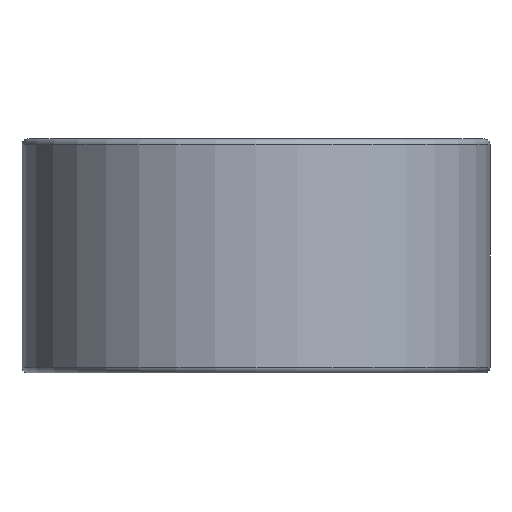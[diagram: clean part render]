
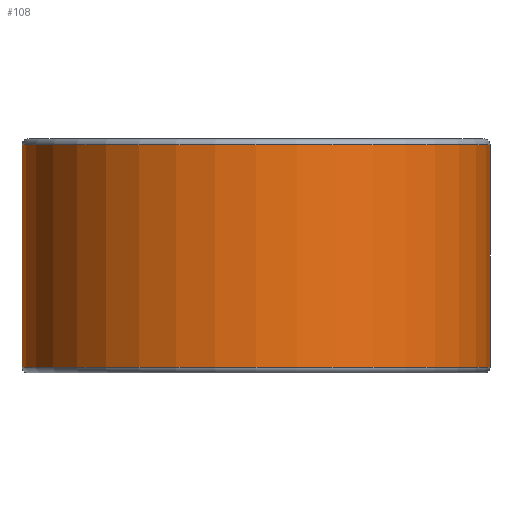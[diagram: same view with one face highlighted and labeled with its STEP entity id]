
A CAD part, front view. The second image highlights one B-rep face of the part: STEP entity #108.
In plain terms, the highlighted cylindrical face has radius 4 mm (diameter 8 mm), a partial arc.
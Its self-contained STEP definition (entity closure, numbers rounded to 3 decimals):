
#16 = DIRECTION ( 'NONE',  ( 1., 0., 0. ) ) ;
#42 = CARTESIAN_POINT ( 'NONE',  ( -4., 0., 13.044 ) ) ;
#66 = VERTEX_POINT ( 'NONE', #254 ) ;
#74 = FACE_OUTER_BOUND ( 'NONE', #747, .T. ) ;
#77 = ORIENTED_EDGE ( 'NONE', *, *, #248, .F. ) ;
#83 = CIRCLE ( 'NONE', #245, 4. ) ;
#98 = VECTOR ( 'NONE', #407, 1000. ) ;
#108 = ADVANCED_FACE ( 'NONE', ( #74 ), #348, .T. ) ;
#152 = DIRECTION ( 'NONE',  ( 0., 0., 1. ) ) ;
#154 = CARTESIAN_POINT ( 'NONE',  ( -4., 0., -0.1 ) ) ;
#156 = CARTESIAN_POINT ( 'NONE',  ( 4., 0., 13.044 ) ) ;
#160 = ORIENTED_EDGE ( 'NONE', *, *, #729, .T. ) ;
#182 = CIRCLE ( 'NONE', #616, 4. ) ;
#221 = AXIS2_PLACEMENT_3D ( 'NONE', #504, #561, #16 ) ;
#245 = AXIS2_PLACEMENT_3D ( 'NONE', #638, #274, #393 ) ;
#248 = EDGE_CURVE ( 'NONE', #640, #735, #258, .T. ) ;
#254 = CARTESIAN_POINT ( 'NONE',  ( 4., 0., -3.9 ) ) ;
#258 = LINE ( 'NONE', #42, #98 ) ;
#274 = DIRECTION ( 'NONE',  ( 0., 0., 1. ) ) ;
#313 = ORIENTED_EDGE ( 'NONE', *, *, #354, .T. ) ;
#348 = CYLINDRICAL_SURFACE ( 'NONE', #221, 4. ) ;
#354 = EDGE_CURVE ( 'NONE', #66, #362, #609, .T. ) ;
#362 = VERTEX_POINT ( 'NONE', #485 ) ;
#379 = ORIENTED_EDGE ( 'NONE', *, *, #623, .T. ) ;
#393 = DIRECTION ( 'NONE',  ( 1., 0., 0. ) ) ;
#407 = DIRECTION ( 'NONE',  ( 0., 0., 1. ) ) ;
#415 = DIRECTION ( 'NONE',  ( 0., 0., -1. ) ) ;
#485 = CARTESIAN_POINT ( 'NONE',  ( 4., 0., -0.1 ) ) ;
#504 = CARTESIAN_POINT ( 'NONE',  ( 0., 0., 13.044 ) ) ;
#561 = DIRECTION ( 'NONE',  ( 0., 0., 1. ) ) ;
#588 = CARTESIAN_POINT ( 'NONE',  ( 0., 0., -0.1 ) ) ;
#609 = LINE ( 'NONE', #156, #672 ) ;
#616 = AXIS2_PLACEMENT_3D ( 'NONE', #588, #415, #698 ) ;
#623 = EDGE_CURVE ( 'NONE', #640, #66, #83, .T. ) ;
#631 = CARTESIAN_POINT ( 'NONE',  ( -4., 0., -3.9 ) ) ;
#638 = CARTESIAN_POINT ( 'NONE',  ( 0., 0., -3.9 ) ) ;
#640 = VERTEX_POINT ( 'NONE', #631 ) ;
#672 = VECTOR ( 'NONE', #152, 1000. ) ;
#698 = DIRECTION ( 'NONE',  ( -1., 0., 0. ) ) ;
#729 = EDGE_CURVE ( 'NONE', #362, #735, #182, .T. ) ;
#735 = VERTEX_POINT ( 'NONE', #154 ) ;
#747 = EDGE_LOOP ( 'NONE', ( #77, #379, #313, #160 ) ) ;
